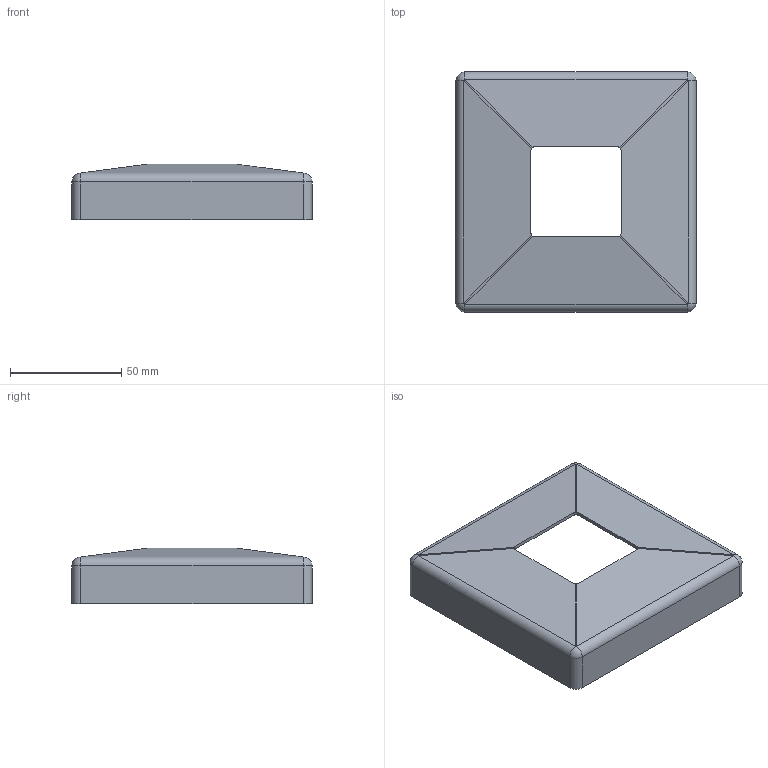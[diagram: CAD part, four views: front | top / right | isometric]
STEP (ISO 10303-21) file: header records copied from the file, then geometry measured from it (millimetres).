
FILE_DESCRIPTION (( 'STEP AP214' ), '1' );
FILE_NAME ('A_4511-040.STEP', '2021-08-25T10:12:39', ( '' ), ( '' ), 'SwSTEP 2.0', 'SolidWorks 2019', '' );
FILE_SCHEMA (( 'AUTOMOTIVE_DESIGN' ));
Length unit declared in the file: millimetre
Products named in the file (1): A_4511-040
Bounding box: 108 x 108 x 25.04 mm (x, y, z)
Volume: 26561.6 mm3; surface area: 36292 mm2
Topology: 1 solids, 1 shells, 57 faces, 144 edges, 80 vertices
Faces by surface type: cylinder 28, plane 21, sphere 8
Entity records: 1668 total; most frequent: CARTESIAN_POINT 354, ORIENTED_EDGE 272, DIRECTION 268, EDGE_CURVE 136, AXIS2_PLACEMENT_3D 98, VERTEX_POINT 80, VECTOR 72, LINE 72
